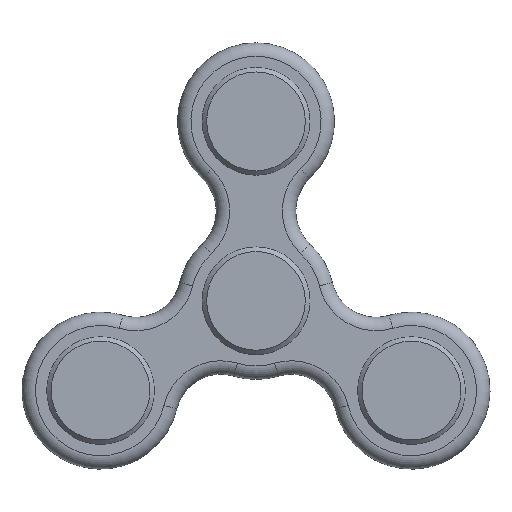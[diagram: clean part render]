
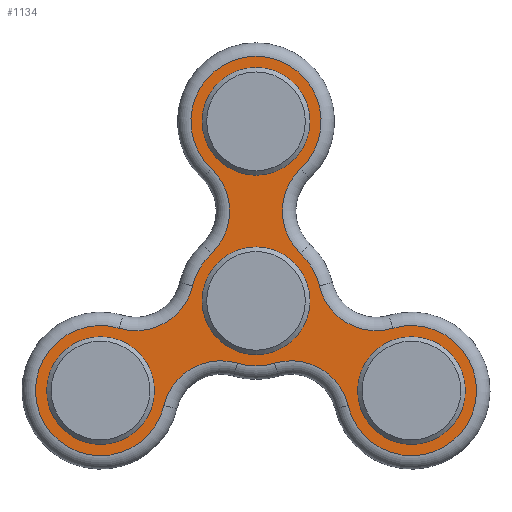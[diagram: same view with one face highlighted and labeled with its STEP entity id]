
A CAD part, top view. The second image highlights one B-rep face of the part: STEP entity #1134.
In plain terms, the highlighted planar face has unit normal (0, 0, 1).
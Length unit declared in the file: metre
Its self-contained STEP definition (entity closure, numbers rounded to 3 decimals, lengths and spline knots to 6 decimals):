
#155=PLANE('',#1359);
#281=ORIENTED_EDGE('',*,*,#503,.T.);
#282=ORIENTED_EDGE('',*,*,#504,.T.);
#283=ORIENTED_EDGE('',*,*,#505,.T.);
#284=ORIENTED_EDGE('',*,*,#506,.T.);
#285=ORIENTED_EDGE('',*,*,#507,.T.);
#286=ORIENTED_EDGE('',*,*,#508,.T.);
#287=ORIENTED_EDGE('',*,*,#509,.T.);
#288=ORIENTED_EDGE('',*,*,#510,.T.);
#289=ORIENTED_EDGE('',*,*,#511,.T.);
#290=ORIENTED_EDGE('',*,*,#512,.T.);
#291=ORIENTED_EDGE('',*,*,#513,.T.);
#292=ORIENTED_EDGE('',*,*,#514,.T.);
#293=ORIENTED_EDGE('',*,*,#515,.T.);
#294=ORIENTED_EDGE('',*,*,#516,.T.);
#295=ORIENTED_EDGE('',*,*,#517,.T.);
#296=ORIENTED_EDGE('',*,*,#518,.T.);
#503=EDGE_CURVE('',#625,#625,#723,.F.);
#504=EDGE_CURVE('',#626,#626,#724,.F.);
#505=EDGE_CURVE('',#627,#627,#725,.F.);
#506=EDGE_CURVE('',#628,#628,#726,.F.);
#507=EDGE_CURVE('',#629,#630,#727,.T.);
#508=EDGE_CURVE('',#630,#631,#728,.F.);
#509=EDGE_CURVE('',#631,#632,#729,.T.);
#510=EDGE_CURVE('',#632,#633,#730,.F.);
#511=EDGE_CURVE('',#633,#634,#731,.T.);
#512=EDGE_CURVE('',#634,#635,#732,.F.);
#513=EDGE_CURVE('',#635,#636,#733,.T.);
#514=EDGE_CURVE('',#636,#637,#734,.F.);
#515=EDGE_CURVE('',#637,#638,#735,.T.);
#516=EDGE_CURVE('',#638,#639,#736,.F.);
#517=EDGE_CURVE('',#639,#640,#737,.T.);
#518=EDGE_CURVE('',#640,#629,#738,.F.);
#625=VERTEX_POINT('',#2117);
#626=VERTEX_POINT('',#2119);
#627=VERTEX_POINT('',#2121);
#628=VERTEX_POINT('',#2123);
#629=VERTEX_POINT('',#2125);
#630=VERTEX_POINT('',#2126);
#631=VERTEX_POINT('',#2128);
#632=VERTEX_POINT('',#2130);
#633=VERTEX_POINT('',#2132);
#634=VERTEX_POINT('',#2134);
#635=VERTEX_POINT('',#2136);
#636=VERTEX_POINT('',#2138);
#637=VERTEX_POINT('',#2140);
#638=VERTEX_POINT('',#2142);
#639=VERTEX_POINT('',#2144);
#640=VERTEX_POINT('',#2146);
#723=CIRCLE('',#1360,0.01195);
#724=CIRCLE('',#1361,0.01195);
#725=CIRCLE('',#1362,0.01195);
#726=CIRCLE('',#1363,0.01195);
#727=CIRCLE('',#1364,0.0145);
#728=CIRCLE('',#1365,0.013);
#729=CIRCLE('',#1366,0.0145);
#730=CIRCLE('',#1367,0.013);
#731=CIRCLE('',#1368,0.0145);
#732=CIRCLE('',#1369,0.013);
#733=CIRCLE('',#1370,0.0145);
#734=CIRCLE('',#1371,0.013);
#735=CIRCLE('',#1372,0.0145);
#736=CIRCLE('',#1373,0.013);
#737=CIRCLE('',#1374,0.0145);
#738=CIRCLE('',#1375,0.013);
#867=EDGE_LOOP('',(#281));
#868=EDGE_LOOP('',(#282));
#869=EDGE_LOOP('',(#283));
#870=EDGE_LOOP('',(#284));
#871=EDGE_LOOP('',(#285,#286,#287,#288,#289,#290,#291,#292,#293,#294,#295,
#296));
#1005=FACE_BOUND('',#867,.T.);
#1006=FACE_BOUND('',#868,.T.);
#1007=FACE_BOUND('',#869,.T.);
#1008=FACE_BOUND('',#870,.T.);
#1009=FACE_BOUND('',#871,.T.);
#1134=ADVANCED_FACE('',(#1005,#1006,#1007,#1008,#1009),#155,.T.);
#1359=AXIS2_PLACEMENT_3D('',#2115,#1724,#1725);
#1360=AXIS2_PLACEMENT_3D('',#2116,#1726,#1727);
#1361=AXIS2_PLACEMENT_3D('',#2118,#1728,#1729);
#1362=AXIS2_PLACEMENT_3D('',#2120,#1730,#1731);
#1363=AXIS2_PLACEMENT_3D('',#2122,#1732,#1733);
#1364=AXIS2_PLACEMENT_3D('',#2124,#1734,#1735);
#1365=AXIS2_PLACEMENT_3D('',#2127,#1736,#1737);
#1366=AXIS2_PLACEMENT_3D('',#2129,#1738,#1739);
#1367=AXIS2_PLACEMENT_3D('',#2131,#1740,#1741);
#1368=AXIS2_PLACEMENT_3D('',#2133,#1742,#1743);
#1369=AXIS2_PLACEMENT_3D('',#2135,#1744,#1745);
#1370=AXIS2_PLACEMENT_3D('',#2137,#1746,#1747);
#1371=AXIS2_PLACEMENT_3D('',#2139,#1748,#1749);
#1372=AXIS2_PLACEMENT_3D('',#2141,#1750,#1751);
#1373=AXIS2_PLACEMENT_3D('',#2143,#1752,#1753);
#1374=AXIS2_PLACEMENT_3D('',#2145,#1754,#1755);
#1375=AXIS2_PLACEMENT_3D('',#2147,#1756,#1757);
#1724=DIRECTION('',(0.,0.,1.));
#1725=DIRECTION('',(1.,0.,0.));
#1726=DIRECTION('',(0.,0.,1.));
#1727=DIRECTION('',(1.,0.,0.));
#1728=DIRECTION('',(0.,0.,1.));
#1729=DIRECTION('',(1.,0.,0.));
#1730=DIRECTION('',(0.,0.,1.));
#1731=DIRECTION('',(1.,0.,0.));
#1732=DIRECTION('',(0.,0.,1.));
#1733=DIRECTION('',(1.,0.,0.));
#1734=DIRECTION('',(0.,0.,1.));
#1735=DIRECTION('',(1.,0.,0.));
#1736=DIRECTION('',(0.,0.,1.));
#1737=DIRECTION('',(1.,0.,0.));
#1738=DIRECTION('',(0.,0.,1.));
#1739=DIRECTION('',(1.,0.,0.));
#1740=DIRECTION('',(0.,0.,1.));
#1741=DIRECTION('',(1.,0.,0.));
#1742=DIRECTION('',(0.,0.,1.));
#1743=DIRECTION('',(1.,0.,0.));
#1744=DIRECTION('',(0.,0.,1.));
#1745=DIRECTION('',(1.,0.,0.));
#1746=DIRECTION('',(0.,0.,1.));
#1747=DIRECTION('',(1.,0.,0.));
#1748=DIRECTION('',(0.,0.,1.));
#1749=DIRECTION('',(1.,0.,0.));
#1750=DIRECTION('',(0.,0.,1.));
#1751=DIRECTION('',(1.,0.,0.));
#1752=DIRECTION('',(0.,0.,1.));
#1753=DIRECTION('',(1.,0.,0.));
#1754=DIRECTION('',(0.,0.,1.));
#1755=DIRECTION('',(1.,0.,0.));
#1756=DIRECTION('',(0.,0.,1.));
#1757=DIRECTION('',(1.,0.,0.));
#2115=CARTESIAN_POINT('',(0.024552,0.017703,0.007));
#2116=CARTESIAN_POINT('',(0.034641,-0.02,0.007));
#2117=CARTESIAN_POINT('',(0.046591,-0.02,0.007));
#2118=CARTESIAN_POINT('',(-0.034641,-0.02,0.007));
#2119=CARTESIAN_POINT('',(-0.022691,-0.02,0.007));
#2120=CARTESIAN_POINT('',(0.,0.04,0.007));
#2121=CARTESIAN_POINT('',(0.01195,0.04,0.007));
#2122=CARTESIAN_POINT('',(0.,0.,0.007));
#2123=CARTESIAN_POINT('',(0.01195,0.,0.007));
#2124=CARTESIAN_POINT('',(0.,0.,0.007));
#2125=CARTESIAN_POINT('',(-0.009952,0.010545,0.007));
#2126=CARTESIAN_POINT('',(-0.014109,0.003346,0.007));
#2127=CARTESIAN_POINT('',(-0.026758,0.006346,0.007));
#2128=CARTESIAN_POINT('',(-0.030484,-0.006109,0.007));
#2129=CARTESIAN_POINT('',(-0.034641,-0.02,0.007));
#2130=CARTESIAN_POINT('',(-0.020532,-0.023346,0.007));
#2131=CARTESIAN_POINT('',(-0.007883,-0.026346,0.007));
#2132=CARTESIAN_POINT('',(-0.004157,-0.013891,0.007));
#2133=CARTESIAN_POINT('',(0.,0.,0.007));
#2134=CARTESIAN_POINT('',(0.004157,-0.013891,0.007));
#2135=CARTESIAN_POINT('',(0.007883,-0.026346,0.007));
#2136=CARTESIAN_POINT('',(0.020532,-0.023346,0.007));
#2137=CARTESIAN_POINT('',(0.034641,-0.02,0.007));
#2138=CARTESIAN_POINT('',(0.030484,-0.006109,0.007));
#2139=CARTESIAN_POINT('',(0.026758,0.006346,0.007));
#2140=CARTESIAN_POINT('',(0.014109,0.003346,0.007));
#2141=CARTESIAN_POINT('',(0.,0.,0.007));
#2142=CARTESIAN_POINT('',(0.009952,0.010545,0.007));
#2143=CARTESIAN_POINT('',(0.018875,0.02,0.007));
#2144=CARTESIAN_POINT('',(0.009952,0.029455,0.007));
#2145=CARTESIAN_POINT('',(0.,0.04,0.007));
#2146=CARTESIAN_POINT('',(-0.009952,0.029455,0.007));
#2147=CARTESIAN_POINT('',(-0.018875,0.02,0.007));
